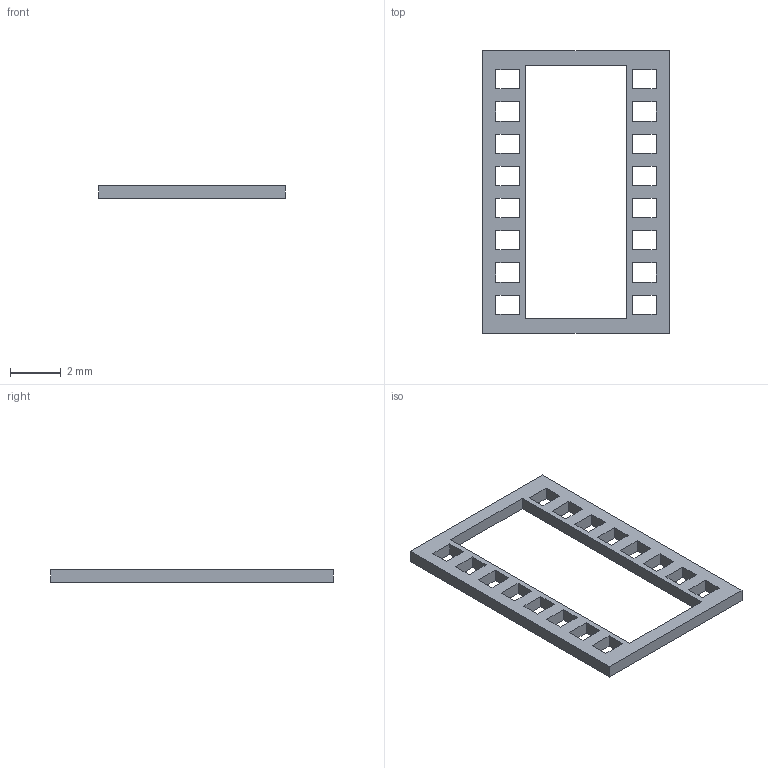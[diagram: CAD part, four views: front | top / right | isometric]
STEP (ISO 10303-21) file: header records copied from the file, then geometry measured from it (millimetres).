
FILE_DESCRIPTION(/* description */ (''),/* implementation_level */ '2;1');
FILE_NAME(/* name */ 'amp v2.step',/* time_stamp */ '2025-04-06T14:58:07-04:00',/* author */ (''),/* organization */ (''),/* preprocessor_version */ 'ST-DEVELOPER v20.1',/* originating_system */ 'Autodesk Translation Framework v14.4.0.0',/* authorisation */ '');
FILE_SCHEMA (('AUTOMOTIVE_DESIGN { 1 0 10303 214 3 1 1 }'));
Length unit declared in the file: millimetre
Products named in the file (1): amp
Bounding box: 7.37 x 11.15 x 0.5 mm (x, y, z)
Volume: 15.3 mm3; surface area: 121.2 mm2
Topology: 1 solids, 1 shells, 74 faces, 216 edges, 144 vertices
Faces by surface type: plane 74
Entity records: 2490 total; most frequent: CARTESIAN_POINT 435, ORIENTED_EDGE 432, DIRECTION 366, LINE 216, VECTOR 216, EDGE_CURVE 216, VERTEX_POINT 144, EDGE_LOOP 108
